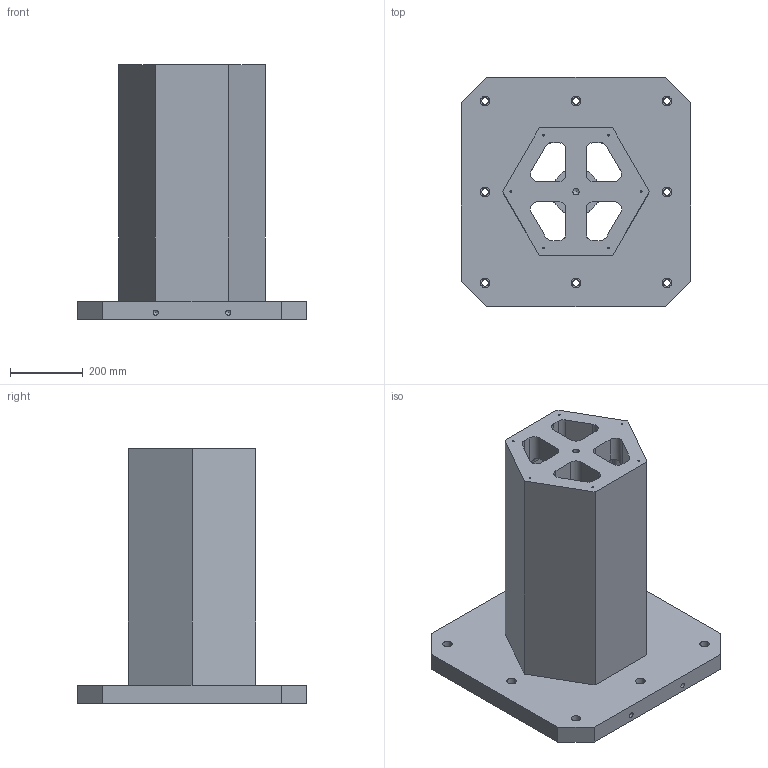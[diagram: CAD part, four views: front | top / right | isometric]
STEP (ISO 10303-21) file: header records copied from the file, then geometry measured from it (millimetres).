
FILE_DESCRIPTION( ( 'Unknown' ), '1' );
FILE_NAME( 'BP31-630630-0700.stp', 'Unknown', ( 'S.C.H' ), ( 'Unknown' ), 'XStep 1.0', 'Unknown', ' ' );
FILE_SCHEMA( ( 'CONFIG_CONTROL_DESIGN' ) );
Length unit declared in the file: millimetre
Products named in the file (1): 1
Bounding box: 630 x 630 x 700 mm (x, y, z)
Volume: 49431742 mm3; surface area: 2481145.7 mm2
Topology: 1 solids, 1 shells, 179 faces, 510 edges, 324 vertices
Faces by surface type: cylinder 102, plane 59, cone 10, sphere 8
Full cylindrical faces by diameter (mm): 5 x6, 14 x3, 17.5 x1, 18 x8, 26 x8
Entity records: 5512 total; most frequent: DIRECTION 986, CARTESIAN_POINT 924, ORIENTED_EDGE 876, EDGE_CURVE 438, AXIS2_PLACEMENT_3D 368, VERTEX_POINT 306, EDGE_LOOP 250, LINE 250
